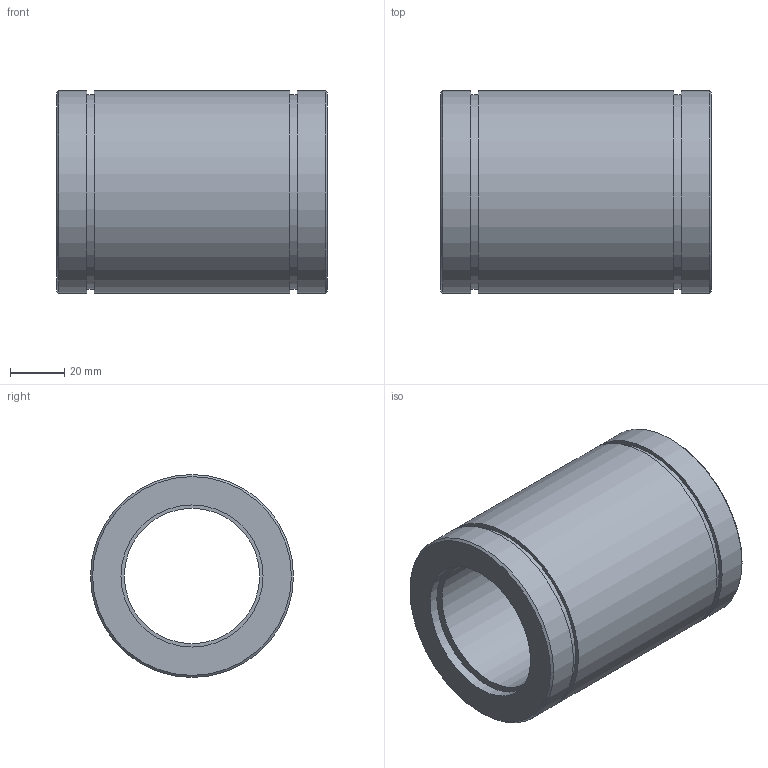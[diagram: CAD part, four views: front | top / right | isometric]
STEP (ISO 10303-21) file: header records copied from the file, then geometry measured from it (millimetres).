
FILE_DESCRIPTION( ( 'STEP AP214' ), '1' );
FILE_NAME( 'KBS_50_UU__2_14.stp', ' ', ( ' ' ), ( ' ' ), 'PSStep 15.0.47', 'PARTsolutions', ' ' );
FILE_SCHEMA( ( 'AUTOMOTIVE_DESIGN { 1 0 10303 214 1 1 1 1 }' ) );
Length unit declared in the file: millimetre
Products named in the file (2): KBS 50 UU ; _KB 50 
Assembly tree (1 placements, depth 2):
  KBS 50 UU 
    _KB 50 
Bounding box: 100 x 75 x 75 mm (x, y, z)
Volume: 240204.7 mm3; surface area: 47142.9 mm2
Topology: 1 solids, 1 shells, 22 faces, 34 edges, 22 vertices
Faces by surface type: cylinder 10, plane 10, cone 2
Full cylindrical faces by diameter (mm): 50 x1, 52.5 x2, 57.5 x2, 72 x2, 75 x3
Entity records: 662 total; most frequent: DIRECTION 92, CARTESIAN_POINT 68, AXIS2_PLACEMENT_3D 46, EDGE_LOOP 44, ORIENTED_EDGE 44, FACE_OUTER_BOUND 32, STYLED_ITEM 22, PRESENTATION_STYLE_ASSIGNMENT 22
